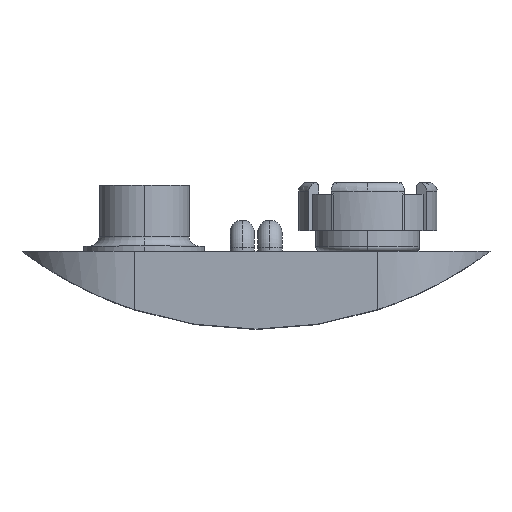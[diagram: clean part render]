
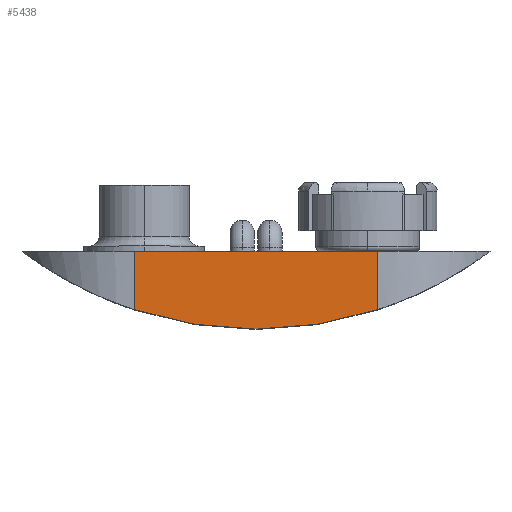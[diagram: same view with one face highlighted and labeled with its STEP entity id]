
A CAD part, top view. The second image highlights one B-rep face of the part: STEP entity #5438.
In plain terms, the highlighted planar face has unit normal (0, 0, 1).
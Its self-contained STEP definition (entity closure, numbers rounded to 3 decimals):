
#168 = CARTESIAN_POINT ( 'NONE',  ( -7., 4.5, 6.5 ) ) ;
#206 = CARTESIAN_POINT ( 'NONE',  ( -7., 4.5, 6.5 ) ) ;
#349 = EDGE_CURVE ( 'NONE', #4960, #2735, #3804, .T. ) ;
#368 = DIRECTION ( 'NONE',  ( 0., 0., -1. ) ) ;
#515 = CARTESIAN_POINT ( 'NONE',  ( 7., 1.117, 6.5 ) ) ;
#778 = EDGE_LOOP ( 'NONE', ( #2617, #4530, #2916, #5398 ) ) ;
#868 = DIRECTION ( 'NONE',  ( -1., 0., 0. ) ) ;
#945 = VECTOR ( 'NONE', #2005, 1000. ) ;
#993 = CARTESIAN_POINT ( 'NONE',  ( -7., 1.117, 6.5 ) ) ;
#1195 = FACE_OUTER_BOUND ( 'NONE', #778, .T. ) ;
#1236 = PLANE ( 'NONE',  #1583 ) ;
#1583 = AXIS2_PLACEMENT_3D ( 'NONE', #4598, #1719, #5089 ) ;
#1697 = VECTOR ( 'NONE', #6247, 1000. ) ;
#1719 = DIRECTION ( 'NONE',  ( 0., 0., -1. ) ) ;
#2005 = DIRECTION ( 'NONE',  ( 0., -1., 0. ) ) ;
#2016 = LINE ( 'NONE', #168, #2162 ) ;
#2162 = VECTOR ( 'NONE', #2566, 1000. ) ;
#2218 = LINE ( 'NONE', #2322, #945 ) ;
#2322 = CARTESIAN_POINT ( 'NONE',  ( 7., 4.5, 6.5 ) ) ;
#2327 = EDGE_CURVE ( 'NONE', #2899, #3516, #4923, .T. ) ;
#2566 = DIRECTION ( 'NONE',  ( 0., -1., 0. ) ) ;
#2617 = ORIENTED_EDGE ( 'NONE', *, *, #3994, .T. ) ;
#2735 = VERTEX_POINT ( 'NONE', #5960 ) ;
#2899 = VERTEX_POINT ( 'NONE', #515 ) ;
#2916 = ORIENTED_EDGE ( 'NONE', *, *, #4613, .F. ) ;
#3516 = VERTEX_POINT ( 'NONE', #993 ) ;
#3798 = CARTESIAN_POINT ( 'NONE',  ( 0., 4.5, 6.5 ) ) ;
#3804 = LINE ( 'NONE', #3798, #1697 ) ;
#3994 = EDGE_CURVE ( 'NONE', #4960, #3516, #2016, .T. ) ;
#4530 = ORIENTED_EDGE ( 'NONE', *, *, #2327, .F. ) ;
#4598 = CARTESIAN_POINT ( 'NONE',  ( 0., 4.5, 6.5 ) ) ;
#4613 = EDGE_CURVE ( 'NONE', #2735, #2899, #2218, .T. ) ;
#4688 = CARTESIAN_POINT ( 'NONE',  ( 0., 22.5, 6.5 ) ) ;
#4923 = CIRCLE ( 'NONE', #5547, 22.5 ) ;
#4960 = VERTEX_POINT ( 'NONE', #206 ) ;
#5089 = DIRECTION ( 'NONE',  ( -1., 0., 0. ) ) ;
#5398 = ORIENTED_EDGE ( 'NONE', *, *, #349, .F. ) ;
#5438 = ADVANCED_FACE ( 'NONE', ( #1195 ), #1236, .F. ) ;
#5547 = AXIS2_PLACEMENT_3D ( 'NONE', #4688, #368, #868 ) ;
#5960 = CARTESIAN_POINT ( 'NONE',  ( 7., 4.5, 6.5 ) ) ;
#6247 = DIRECTION ( 'NONE',  ( 1., 0., 0. ) ) ;
